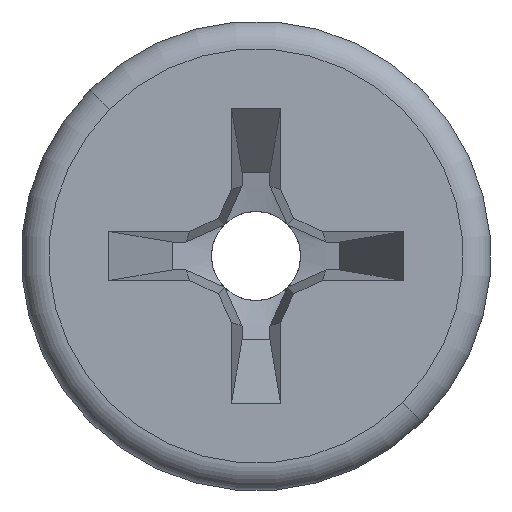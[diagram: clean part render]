
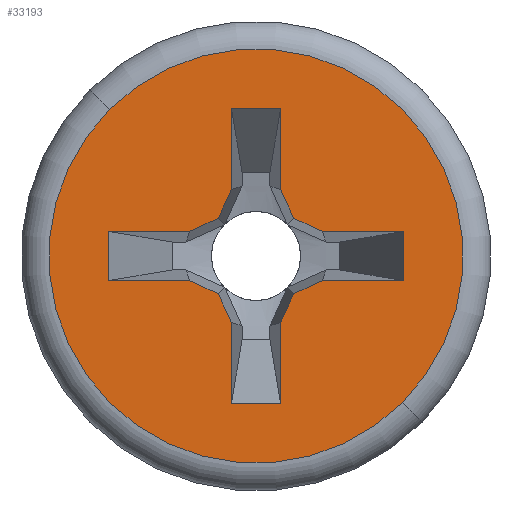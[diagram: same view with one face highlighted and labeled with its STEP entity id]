
A CAD part, left-side view. The second image highlights one B-rep face of the part: STEP entity #33193.
In plain terms, the highlighted planar face has unit normal (-1, 0, 0).
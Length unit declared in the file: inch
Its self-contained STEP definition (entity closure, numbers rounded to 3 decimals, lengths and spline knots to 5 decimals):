
#17717=CARTESIAN_POINT('',(0.,0.,0.));
#17718=DIRECTION('',(-1.,0.,0.));
#17719=DIRECTION('',(0.,1.,0.));
#17720=AXIS2_PLACEMENT_3D('',#17717,#17718,#17719);
#17722=CARTESIAN_POINT('',(0.,0.,0.));
#17723=DIRECTION('',(1.,0.,0.));
#17724=DIRECTION('',(0.,1.,0.));
#17725=AXIS2_PLACEMENT_3D('',#17722,#17723,#17724);
#17727=DIRECTION('',(0.,-0.707,-0.707));
#17728=VECTOR('',#17727,0.016);
#17729=CARTESIAN_POINT('',(0.,0.0396,-0.02828));
#17730=LINE('',#17729,#17728);
#17731=DIRECTION('',(0.,0.707,-0.707));
#17732=VECTOR('',#17731,0.02642);
#17733=CARTESIAN_POINT('',(0.,0.0096,-0.02091));
#17734=LINE('',#17733,#17732);
#17735=DIRECTION('',(0.,0.94,-0.342));
#17736=VECTOR('',#17735,0.01022);
#17737=CARTESIAN_POINT('',(0.,0.,-0.01742));
#17738=LINE('',#17737,#17736);
#17739=DIRECTION('',(0.,0.94,0.342));
#17740=VECTOR('',#17739,0.01022);
#17741=CARTESIAN_POINT('',(0.,-0.0096,-0.02091));
#17742=LINE('',#17741,#17740);
#17743=DIRECTION('',(0.,-0.707,-0.707));
#17744=VECTOR('',#17743,0.02642);
#17745=CARTESIAN_POINT('',(0.,-0.0096,-0.02091));
#17746=LINE('',#17745,#17744);
#17747=DIRECTION('',(0.,0.707,-0.707));
#17748=VECTOR('',#17747,0.016);
#17749=CARTESIAN_POINT('',(0.,-0.0396,-0.02828));
#17750=LINE('',#17749,#17748);
#17751=DIRECTION('',(0.,-0.707,-0.707));
#17752=VECTOR('',#17751,0.02642);
#17753=CARTESIAN_POINT('',(0.,-0.02091,-0.0096));
#17754=LINE('',#17753,#17752);
#17755=DIRECTION('',(0.,-0.342,-0.94));
#17756=VECTOR('',#17755,0.01022);
#17757=CARTESIAN_POINT('',(0.,-0.01742,0.));
#17758=LINE('',#17757,#17756);
#17759=DIRECTION('',(0.,0.342,-0.94));
#17760=VECTOR('',#17759,0.01022);
#17761=CARTESIAN_POINT('',(0.,-0.02091,0.0096));
#17762=LINE('',#17761,#17760);
#17763=DIRECTION('',(0.,0.707,-0.707));
#17764=VECTOR('',#17763,0.02642);
#17765=CARTESIAN_POINT('',(0.,-0.0396,0.02828));
#17766=LINE('',#17765,#17764);
#17767=DIRECTION('',(0.,-0.707,-0.707));
#17768=VECTOR('',#17767,0.016);
#17769=CARTESIAN_POINT('',(0.,-0.02828,0.0396));
#17770=LINE('',#17769,#17768);
#17771=DIRECTION('',(0.,0.707,-0.707));
#17772=VECTOR('',#17771,0.02642);
#17773=CARTESIAN_POINT('',(0.,-0.02828,0.0396));
#17774=LINE('',#17773,#17772);
#17775=DIRECTION('',(0.,-0.94,0.342));
#17776=VECTOR('',#17775,0.01022);
#17777=CARTESIAN_POINT('',(0.,0.,0.01742));
#17778=LINE('',#17777,#17776);
#17779=DIRECTION('',(0.,-0.94,-0.342));
#17780=VECTOR('',#17779,0.01022);
#17781=CARTESIAN_POINT('',(0.,0.0096,0.02091));
#17782=LINE('',#17781,#17780);
#17783=DIRECTION('',(0.,-0.707,-0.707));
#17784=VECTOR('',#17783,0.02642);
#17785=CARTESIAN_POINT('',(0.,0.02828,0.0396));
#17786=LINE('',#17785,#17784);
#17787=DIRECTION('',(0.,0.707,-0.707));
#17788=VECTOR('',#17787,0.016);
#17789=CARTESIAN_POINT('',(0.,0.02828,0.0396));
#17790=LINE('',#17789,#17788);
#17791=DIRECTION('',(0.,-0.707,-0.707));
#17792=VECTOR('',#17791,0.02642);
#17793=CARTESIAN_POINT('',(0.,0.0396,0.02828));
#17794=LINE('',#17793,#17792);
#17795=DIRECTION('',(0.,0.342,0.94));
#17796=VECTOR('',#17795,0.01022);
#17797=CARTESIAN_POINT('',(0.,0.01742,0.));
#17798=LINE('',#17797,#17796);
#17799=DIRECTION('',(0.,-0.342,0.94));
#17800=VECTOR('',#17799,0.01022);
#17801=CARTESIAN_POINT('',(0.,0.02091,-0.0096));
#17802=LINE('',#17801,#17800);
#17803=DIRECTION('',(0.,0.707,-0.707));
#17804=VECTOR('',#17803,0.02642);
#17805=CARTESIAN_POINT('',(0.,0.02091,-0.0096));
#17806=LINE('',#17805,#17804);
#18066=CARTESIAN_POINT('',(0.,0.0396,-0.02828));
#18067=CARTESIAN_POINT('',(0.,0.02828,-0.0396));
#18068=VERTEX_POINT('',#18066);
#18069=VERTEX_POINT('',#18067);
#18070=CARTESIAN_POINT('',(0.,0.02091,-0.0096));
#18071=VERTEX_POINT('',#18070);
#18072=CARTESIAN_POINT('',(0.,0.01742,0.));
#18073=VERTEX_POINT('',#18072);
#18074=CARTESIAN_POINT('',(0.,0.02091,0.0096));
#18075=VERTEX_POINT('',#18074);
#18076=CARTESIAN_POINT('',(0.,0.0396,0.02828));
#18077=VERTEX_POINT('',#18076);
#18078=CARTESIAN_POINT('',(0.,0.02828,0.0396));
#18079=VERTEX_POINT('',#18078);
#18080=CARTESIAN_POINT('',(0.,0.0096,0.02091));
#18081=VERTEX_POINT('',#18080);
#18082=CARTESIAN_POINT('',(0.,0.,0.01742));
#18083=VERTEX_POINT('',#18082);
#18084=CARTESIAN_POINT('',(0.,-0.0096,0.02091));
#18085=VERTEX_POINT('',#18084);
#18086=CARTESIAN_POINT('',(0.,-0.02828,0.0396));
#18087=VERTEX_POINT('',#18086);
#18088=CARTESIAN_POINT('',(0.,-0.0396,0.02828));
#18089=VERTEX_POINT('',#18088);
#18090=CARTESIAN_POINT('',(0.,-0.02091,0.0096));
#18091=VERTEX_POINT('',#18090);
#18092=CARTESIAN_POINT('',(0.,-0.01742,0.));
#18093=VERTEX_POINT('',#18092);
#18094=CARTESIAN_POINT('',(0.,-0.02091,-0.0096));
#18095=VERTEX_POINT('',#18094);
#18096=CARTESIAN_POINT('',(0.,-0.0396,-0.02828));
#18097=VERTEX_POINT('',#18096);
#18098=CARTESIAN_POINT('',(0.,-0.02828,-0.0396));
#18099=VERTEX_POINT('',#18098);
#18100=CARTESIAN_POINT('',(0.,-0.0096,-0.02091));
#18101=VERTEX_POINT('',#18100);
#18102=CARTESIAN_POINT('',(0.,0.,-0.01742));
#18103=VERTEX_POINT('',#18102);
#18104=CARTESIAN_POINT('',(0.,0.0096,-0.02091));
#18105=VERTEX_POINT('',#18104);
#18274=CARTESIAN_POINT('',(0.,0.06743,0.));
#18275=VERTEX_POINT('',#18274);
#18276=CARTESIAN_POINT('',(0.,-0.06743,0.));
#18277=VERTEX_POINT('',#18276);
#33152=CARTESIAN_POINT('',(0.,0.,0.));
#33153=DIRECTION('',(1.,0.,0.));
#33154=DIRECTION('',(0.,-1.,0.));
#33155=AXIS2_PLACEMENT_3D('',#33152,#33153,#33154);
#33156=PLANE('',#33155);
#33158=ORIENTED_EDGE('',*,*,#33157,.F.);
#33160=ORIENTED_EDGE('',*,*,#33159,.T.);
#33161=EDGE_LOOP('',(#33158,#33160));
#33162=FACE_OUTER_BOUND('',#33161,.F.);
#33164=ORIENTED_EDGE('',*,*,#33163,.T.);
#33166=ORIENTED_EDGE('',*,*,#33165,.F.);
#33168=ORIENTED_EDGE('',*,*,#33167,.F.);
#33170=ORIENTED_EDGE('',*,*,#33169,.F.);
#33172=ORIENTED_EDGE('',*,*,#33171,.T.);
#33174=ORIENTED_EDGE('',*,*,#33173,.F.);
#33176=ORIENTED_EDGE('',*,*,#33175,.F.);
#33177=ORIENTED_EDGE('',*,*,#32980,.F.);
#33178=ORIENTED_EDGE('',*,*,#33009,.F.);
#33179=ORIENTED_EDGE('',*,*,#33023,.F.);
#33180=ORIENTED_EDGE('',*,*,#33037,.F.);
#33181=ORIENTED_EDGE('',*,*,#33051,.T.);
#33182=ORIENTED_EDGE('',*,*,#33077,.F.);
#33183=ORIENTED_EDGE('',*,*,#33105,.F.);
#33184=ORIENTED_EDGE('',*,*,#33119,.F.);
#33185=ORIENTED_EDGE('',*,*,#33133,.T.);
#33186=ORIENTED_EDGE('',*,*,#33146,.T.);
#33187=ORIENTED_EDGE('',*,*,#32849,.F.);
#33188=ORIENTED_EDGE('',*,*,#32880,.F.);
#33190=ORIENTED_EDGE('',*,*,#33189,.T.);
#33191=EDGE_LOOP('',(#33164,#33166,#33168,#33170,#33172,#33174,#33176,#33177,
#33178,#33179,#33180,#33181,#33182,#33183,#33184,#33185,#33186,#33187,#33188,
#33190));
#33192=FACE_BOUND('',#33191,.F.);
#17721=CIRCLE('',#17720,0.06743);
#17726=CIRCLE('',#17725,0.06743);
#32849=EDGE_CURVE('',#18073,#18075,#17798,.T.);
#32880=EDGE_CURVE('',#18071,#18073,#17802,.T.);
#32980=EDGE_CURVE('',#18093,#18095,#17758,.T.);
#33009=EDGE_CURVE('',#18091,#18093,#17762,.T.);
#33023=EDGE_CURVE('',#18089,#18091,#17766,.T.);
#33037=EDGE_CURVE('',#18087,#18089,#17770,.T.);
#33051=EDGE_CURVE('',#18087,#18085,#17774,.T.);
#33077=EDGE_CURVE('',#18083,#18085,#17778,.T.);
#33105=EDGE_CURVE('',#18081,#18083,#17782,.T.);
#33119=EDGE_CURVE('',#18079,#18081,#17786,.T.);
#33133=EDGE_CURVE('',#18079,#18077,#17790,.T.);
#33146=EDGE_CURVE('',#18077,#18075,#17794,.T.);
#33157=EDGE_CURVE('',#18275,#18277,#17721,.T.);
#33159=EDGE_CURVE('',#18275,#18277,#17726,.T.);
#33163=EDGE_CURVE('',#18068,#18069,#17730,.T.);
#33165=EDGE_CURVE('',#18105,#18069,#17734,.T.);
#33167=EDGE_CURVE('',#18103,#18105,#17738,.T.);
#33169=EDGE_CURVE('',#18101,#18103,#17742,.T.);
#33171=EDGE_CURVE('',#18101,#18099,#17746,.T.);
#33173=EDGE_CURVE('',#18097,#18099,#17750,.T.);
#33175=EDGE_CURVE('',#18095,#18097,#17754,.T.);
#33189=EDGE_CURVE('',#18071,#18068,#17806,.T.);
#33193=ADVANCED_FACE('',(#33162,#33192),#33156,.F.);
